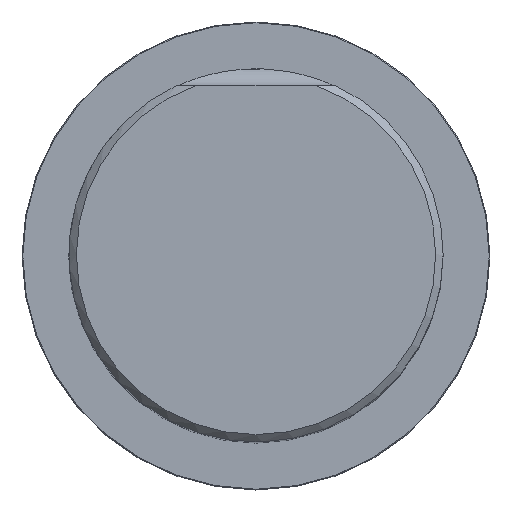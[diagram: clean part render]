
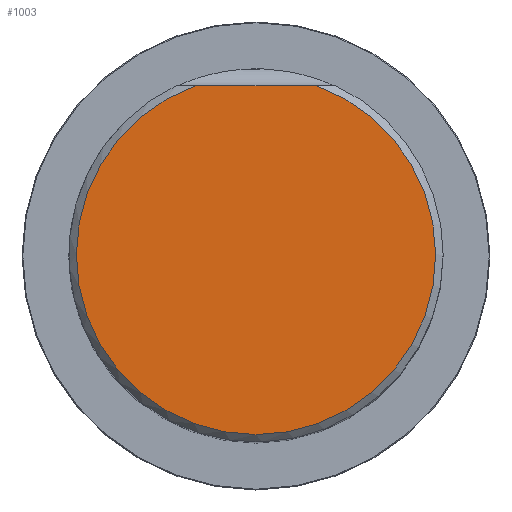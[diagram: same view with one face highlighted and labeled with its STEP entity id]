
A CAD part, top view. The second image highlights one B-rep face of the part: STEP entity #1003.
In plain terms, the highlighted planar face has unit normal (0, 0, 1).
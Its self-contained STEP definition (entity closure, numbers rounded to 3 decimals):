
#200=PLANE('',#5048);
#434=LINE('',#7324,#693);
#693=VECTOR('',#5676,1.);
#1003=ADVANCED_FACE('CU_SU_1',(#1331),#200,.T.);
#1331=FACE_OUTER_BOUND('',#1573,.T.);
#1573=EDGE_LOOP('',(#2296,#2297));
#1999=CIRCLE('',#5047,23.996);
#2296=ORIENTED_EDGE('',*,*,#4091,.F.);
#2297=ORIENTED_EDGE('',*,*,#4092,.F.);
#3603=VERTEX_POINT('',#7322);
#3604=VERTEX_POINT('',#7323);
#4091=EDGE_CURVE('',#3603,#3604,#1999,.T.);
#4092=EDGE_CURVE('',#3604,#3603,#434,.T.);
#5047=AXIS2_PLACEMENT_3D('',#7321,#5674,#5675);
#5048=AXIS2_PLACEMENT_3D('',#7325,#5677,#5678);
#5674=DIRECTION('',(0.,0.,-1.));
#5675=DIRECTION('',(1.,0.,0.));
#5676=DIRECTION('',(1.,0.,0.));
#5677=DIRECTION('',(0.,0.,1.));
#5678=DIRECTION('',(1.,0.,0.));
#7321=CARTESIAN_POINT('',(0.,0.,80.));
#7322=CARTESIAN_POINT('',(8.054,22.604,80.));
#7323=CARTESIAN_POINT('',(-8.054,22.604,80.));
#7324=CARTESIAN_POINT('',(-50.,22.604,80.));
#7325=CARTESIAN_POINT('',(0.,0.,80.));
